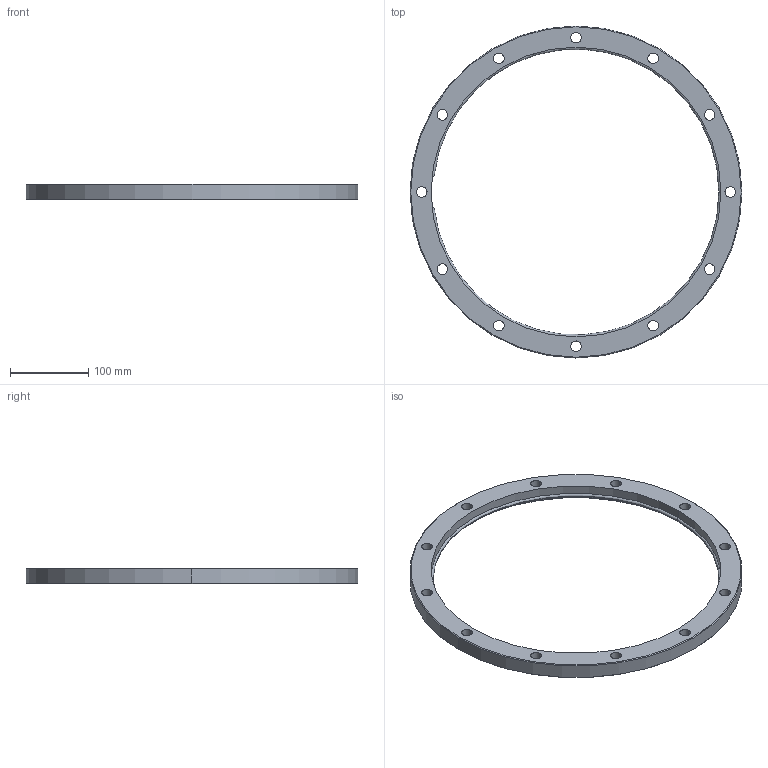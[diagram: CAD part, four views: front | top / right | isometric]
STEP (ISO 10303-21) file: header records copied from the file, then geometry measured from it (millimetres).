
FILE_DESCRIPTION (( 'STEP AP214' ), '1' );
FILE_NAME ('350FLU320.stp', '2017-04-13T11:57:05', ( '' ), ( '' ), 'SwSTEP 2.0', 'SolidWorks 2015', '' );
FILE_SCHEMA (( 'AUTOMOTIVE_DESIGN' ));
Length unit declared in the file: millimetre
Products named in the file (1): 350FLU320
Bounding box: 425 x 425 x 20 mm (x, y, z)
Volume: 640575.4 mm3; surface area: 139502.9 mm2
Topology: 2 solids, 2 shells, 45 faces, 112 edges, 72 vertices
Faces by surface type: cylinder 30, torus 6, plane 5, cone 4
Entity records: 2070 total; most frequent: CARTESIAN_POINT 342, DIRECTION 274, ORIENTED_EDGE 224, AXIS2_PLACEMENT_3D 120, EDGE_CURVE 112, CIRCLE 74, VERTEX_POINT 72, EDGE_LOOP 72
